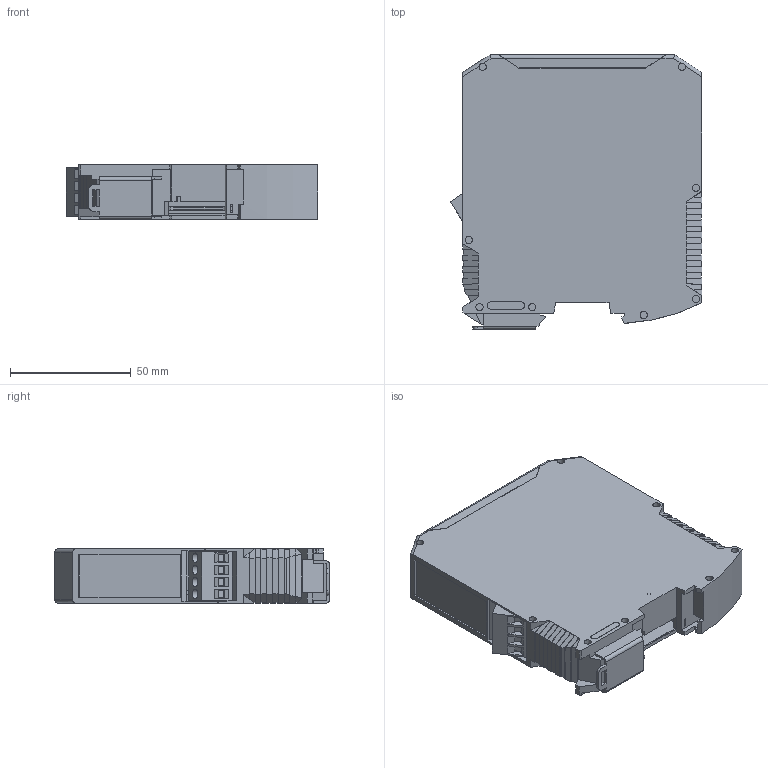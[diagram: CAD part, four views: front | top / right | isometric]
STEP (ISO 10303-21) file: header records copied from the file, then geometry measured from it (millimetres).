
FILE_DESCRIPTION((''),'2;1');
FILE_NAME('1064-D-1-14.stp','2014-05-06T14:16:50',('Letters'),(''),'Autodesk Inventor 2011','Autodesk Inventor 2011','');
FILE_SCHEMA(('AUTOMOTIVE_DESIGN { 1 0 10303 214 1 1 1 1 }'));
Length unit declared in the file: millimetre
Products named in the file (1): Baugruppe1_Konturvereinfachung_1
Bounding box: 104.23 x 113.6 x 22.6 mm (x, y, z)
Volume: 61657.7 mm3; surface area: 83338.1 mm2
Topology: 6 solids, 6 shells, 1133 faces, 2971 edges, 1949 vertices
Faces by surface type: plane 915, cylinder 215, torus 2, cone 1
Full cylindrical faces by diameter (mm): 1.35 x2, 1.4 x18, 1.6 x1, 2.4 x8, 2.8 x1, 3 x29, 4 x4, 4.5 x1
Entity records: 35350 total; most frequent: CARTESIAN_POINT 6389, ORIENTED_EDGE 5802, DIRECTION 5607, EDGE_CURVE 2901, VECTOR 2455, LINE 2455, VERTEX_POINT 1946, AXIS2_PLACEMENT_3D 1576
